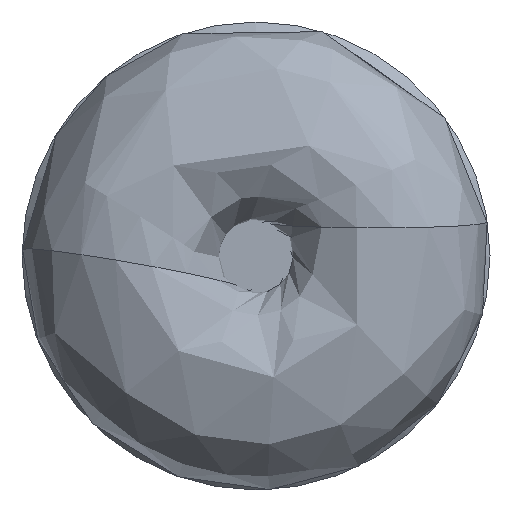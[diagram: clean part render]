
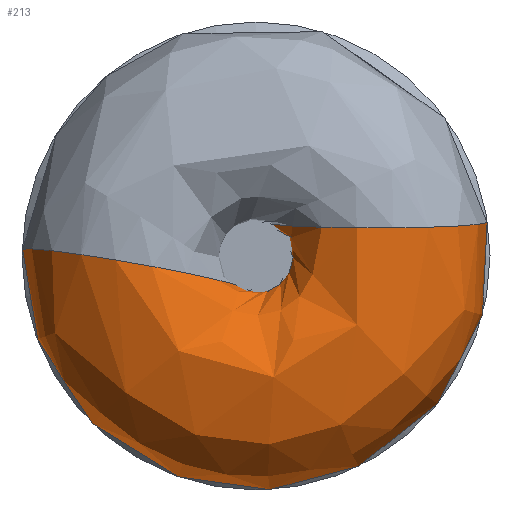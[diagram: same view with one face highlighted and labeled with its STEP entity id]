
A CAD part, left-side view. The second image highlights one B-rep face of the part: STEP entity #213.
In plain terms, the highlighted free-form (B-spline) face has degree [3, 3] with [7, 7] control points.
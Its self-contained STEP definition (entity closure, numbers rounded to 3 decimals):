
#213=ADVANCED_FACE('',(#235,#236),#233,.T.);
#233=(
BOUNDED_SURFACE()
B_SPLINE_SURFACE(3,3,((#509,#510,#511,#512,#513,#514,#515),(#516,#517,#518,
#519,#520,#521,#522),(#523,#524,#525,#526,#527,#528,#529),(#530,#531,#532,
#533,#534,#535,#536),(#537,#538,#539,#540,#541,#542,#543),(#544,#545,#546,
#547,#548,#549,#550),(#551,#552,#553,#554,#555,#556,#557)),
 .UNSPECIFIED.,.T.,.F.,.F.)
B_SPLINE_SURFACE_WITH_KNOTS((1,3,3,3,1),(4,3,4),(-0.5,0.,0.5,1.,1.5),(0.,
0.5,1.),.UNSPECIFIED.)
GEOMETRIC_REPRESENTATION_ITEM()
RATIONAL_B_SPLINE_SURFACE(((1.,0.784,0.784,1.,0.784,
0.784,1.),(0.333,0.261,0.261,
0.333,0.261,0.261,0.333),
(0.333,0.261,0.261,0.333,
0.261,0.261,0.333),(1.,0.784,
0.784,1.,0.784,0.784,1.),(0.333,
0.261,0.261,0.333,0.261,
0.261,0.333),(0.333,0.261,
0.261,0.333,0.261,0.261,
0.333),(1.,0.784,0.784,1.,0.784,
0.784,1.)))
REPRESENTATION_ITEM('')
SURFACE()
);
#235=FACE_BOUND('',#271,.T.);
#236=FACE_BOUND('',#272,.T.);
#271=EDGE_LOOP('',(#309));
#272=EDGE_LOOP('',(#310));
#309=ORIENTED_EDGE('',*,*,#366,.F.);
#310=ORIENTED_EDGE('',*,*,#367,.T.);
#347=VERTEX_POINT('',#506);
#348=VERTEX_POINT('',#508);
#366=EDGE_CURVE('',#347,#347,#385,.T.);
#367=EDGE_CURVE('',#348,#348,#386,.T.);
#385=CIRCLE('',#405,6.);
#386=CIRCLE('',#406,6.);
#405=AXIS2_PLACEMENT_3D('',#505,#437,#438);
#406=AXIS2_PLACEMENT_3D('',#507,#439,#440);
#437=DIRECTION('',(-0.052,0.,0.999));
#438=DIRECTION('',(0.999,0.,0.052));
#439=DIRECTION('',(-0.052,0.172,-0.984));
#440=DIRECTION('',(0.999,0.009,-0.052));
#505=CARTESIAN_POINT('',(5.992,-6.367,1.814));
#506=CARTESIAN_POINT('',(11.984,-6.367,2.128));
#507=CARTESIAN_POINT('',(5.992,6.585,-0.689));
#508=CARTESIAN_POINT('',(11.984,6.639,-0.998));
#509=CARTESIAN_POINT('',(11.984,6.639,-0.998));
#510=CARTESIAN_POINT('',(11.984,6.013,-5.16));
#511=CARTESIAN_POINT('',(11.984,2.523,-7.511));
#512=CARTESIAN_POINT('',(11.984,-1.569,-6.527));
#513=CARTESIAN_POINT('',(11.984,-5.661,-5.544));
#514=CARTESIAN_POINT('',(11.984,-7.701,-1.863));
#515=CARTESIAN_POINT('',(11.984,-6.367,2.128));
#516=CARTESIAN_POINT('',(11.984,-5.181,-3.067));
#517=CARTESIAN_POINT('',(11.984,-7.104,0.181));
#518=CARTESIAN_POINT('',(11.984,-6.01,3.793));
#519=CARTESIAN_POINT('',(11.984,-2.607,5.427));
#520=CARTESIAN_POINT('',(11.984,0.795,7.062));
#521=CARTESIAN_POINT('',(11.984,4.299,5.659));
#522=CARTESIAN_POINT('',(11.984,5.633,2.128));
#523=CARTESIAN_POINT('',(0.,-5.29,-2.449));
#524=CARTESIAN_POINT('',(0.,-6.825,0.867));
#525=CARTESIAN_POINT('',(0.,-5.418,4.24));
#526=CARTESIAN_POINT('',(0.,-1.982,5.482));
#527=CARTESIAN_POINT('',(0.,1.455,6.724));
#528=CARTESIAN_POINT('',(0.,4.692,5.031));
#529=CARTESIAN_POINT('',(0.,5.633,1.5));
#530=CARTESIAN_POINT('',(0.,6.53,-0.38));
#531=CARTESIAN_POINT('',(0.,6.292,-4.473));
#532=CARTESIAN_POINT('',(0.,3.114,-7.065));
#533=CARTESIAN_POINT('',(0.,-0.943,-6.473));
#534=CARTESIAN_POINT('',(0.,-5.001,-5.882));
#535=CARTESIAN_POINT('',(0.,-7.308,-2.491));
#536=CARTESIAN_POINT('',(0.,-6.367,1.5));
#537=CARTESIAN_POINT('',(0.,18.351,1.689));
#538=CARTESIAN_POINT('',(0.,19.41,-9.814));
#539=CARTESIAN_POINT('',(0.,11.647,-18.369));
#540=CARTESIAN_POINT('',(0.,0.095,-18.428));
#541=CARTESIAN_POINT('',(0.,-11.457,-18.488));
#542=CARTESIAN_POINT('',(0.,-19.308,-10.014));
#543=CARTESIAN_POINT('',(0.,-18.367,1.5));
#544=CARTESIAN_POINT('',(11.984,18.459,1.071));
#545=CARTESIAN_POINT('',(11.984,19.13,-10.5));
#546=CARTESIAN_POINT('',(11.984,11.055,-18.815));
#547=CARTESIAN_POINT('',(11.984,-0.531,-18.482));
#548=CARTESIAN_POINT('',(11.984,-12.116,-18.15));
#549=CARTESIAN_POINT('',(11.984,-19.701,-9.386));
#550=CARTESIAN_POINT('',(11.984,-18.367,2.128));
#551=CARTESIAN_POINT('',(11.984,6.639,-0.998));
#552=CARTESIAN_POINT('',(11.984,6.013,-5.16));
#553=CARTESIAN_POINT('',(11.984,2.523,-7.511));
#554=CARTESIAN_POINT('',(11.984,-1.569,-6.527));
#555=CARTESIAN_POINT('',(11.984,-5.661,-5.544));
#556=CARTESIAN_POINT('',(11.984,-7.701,-1.863));
#557=CARTESIAN_POINT('',(11.984,-6.367,2.128));
